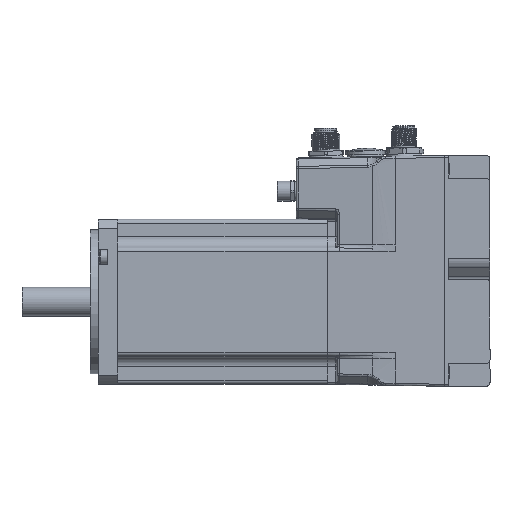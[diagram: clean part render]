
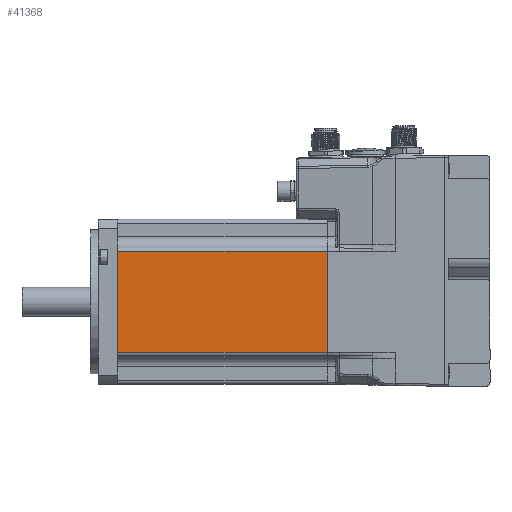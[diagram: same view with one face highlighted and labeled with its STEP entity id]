
A CAD part, left-side view. The second image highlights one B-rep face of the part: STEP entity #41368.
In plain terms, the highlighted planar face has unit normal (-1, 0, 0).
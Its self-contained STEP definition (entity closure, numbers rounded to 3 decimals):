
#4235=LINE('',#112752,#7170);
#4241=LINE('',#112783,#7176);
#4266=LINE('',#112855,#7201);
#4267=LINE('',#112857,#7202);
#7170=VECTOR('',#55594,49.);
#7176=VECTOR('',#55624,49.);
#7201=VECTOR('',#55699,101.5);
#7202=VECTOR('',#55702,101.5);
#10492=FACE_OUTER_BOUND('',#12901,.T.);
#12901=EDGE_LOOP('',(#35466,#35467,#35468,#35469));
#18509=VERTEX_POINT('',#112749);
#18510=VERTEX_POINT('',#112751);
#18522=VERTEX_POINT('',#112780);
#18523=VERTEX_POINT('',#112782);
#24179=EDGE_CURVE('',#18510,#18509,#4235,.T.);
#24194=EDGE_CURVE('',#18522,#18523,#4241,.T.);
#24231=EDGE_CURVE('',#18510,#18522,#4266,.T.);
#24232=EDGE_CURVE('',#18523,#18509,#4267,.T.);
#35466=ORIENTED_EDGE('',*,*,#24232,.F.);
#35467=ORIENTED_EDGE('',*,*,#24194,.F.);
#35468=ORIENTED_EDGE('',*,*,#24231,.F.);
#35469=ORIENTED_EDGE('',*,*,#24179,.T.);
#37085=PLANE('',#45266);
#41368=ADVANCED_FACE('',(#10492),#37085,.T.);
#45266=AXIS2_PLACEMENT_3D('',#112856,#55700,#55701);
#55594=DIRECTION('',(0.,0.,1.));
#55624=DIRECTION('',(0.,0.,1.));
#55699=DIRECTION('',(0.,1.,0.));
#55700=DIRECTION('center_axis',(-1.,0.,0.));
#55701=DIRECTION('ref_axis',(0.,0.,
1.));
#55702=DIRECTION('',(0.,-1.,0.));
#112749=CARTESIAN_POINT('',(-40.,0.,24.5));
#112751=CARTESIAN_POINT('',(-40.,0.,-24.5));
#112752=CARTESIAN_POINT('',(-40.,0.,-24.5));
#112780=CARTESIAN_POINT('',(-40.,101.5,-24.5));
#112782=CARTESIAN_POINT('',(-40.,101.5,24.5));
#112783=CARTESIAN_POINT('',(-40.,101.5,-24.5));
#112855=CARTESIAN_POINT('',(-40.,0.,-24.5));
#112856=CARTESIAN_POINT('Origin',(-40.,0.,-26.5));
#112857=CARTESIAN_POINT('',(-40.,101.5,24.5));
